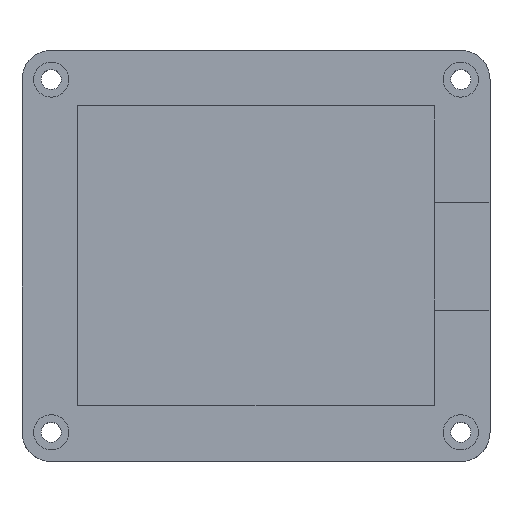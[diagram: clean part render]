
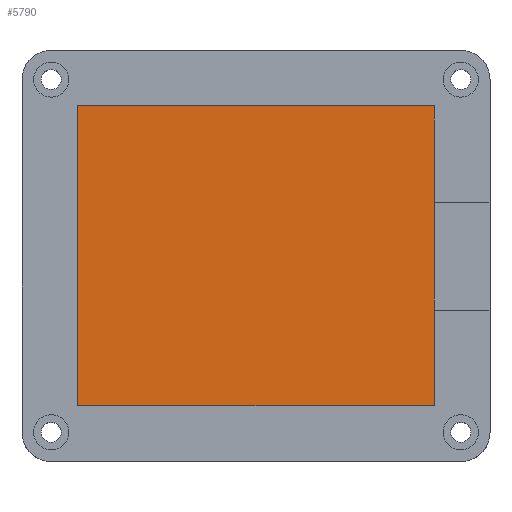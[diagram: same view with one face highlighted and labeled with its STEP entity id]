
A CAD part, top view. The second image highlights one B-rep face of the part: STEP entity #5790.
In plain terms, the highlighted planar face has unit normal (0, 0, 1).
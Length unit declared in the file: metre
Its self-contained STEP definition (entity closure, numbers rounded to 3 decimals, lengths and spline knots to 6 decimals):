
#569=LINE('',#8339,#1059);
#576=LINE('',#8350,#1066);
#578=LINE('',#8354,#1068);
#582=LINE('',#8364,#1072);
#1059=VECTOR('',#6684,1.);
#1066=VECTOR('',#6697,1.);
#1068=VECTOR('',#6701,1.);
#1072=VECTOR('',#6715,1.);
#1465=PLANE('',#6237);
#1911=ORIENTED_EDGE('',*,*,#3662,.F.);
#1912=ORIENTED_EDGE('',*,*,#3655,.T.);
#1913=ORIENTED_EDGE('',*,*,#3668,.T.);
#1914=ORIENTED_EDGE('',*,*,#3664,.F.);
#3655=EDGE_CURVE('',#4546,#4545,#569,.T.);
#3662=EDGE_CURVE('',#4546,#4547,#576,.T.);
#3664=EDGE_CURVE('',#4547,#4548,#578,.T.);
#3668=EDGE_CURVE('',#4545,#4548,#582,.T.);
#4545=VERTEX_POINT('',#8338);
#4546=VERTEX_POINT('',#8340);
#4547=VERTEX_POINT('',#8351);
#4548=VERTEX_POINT('',#8355);
#5017=EDGE_LOOP('',(#1911,#1912,#1913,#1914));
#5393=FACE_BOUND('',#5017,.T.);
#5790=ADVANCED_FACE('',(#5393),#1465,.T.);
#6237=AXIS2_PLACEMENT_3D('',#8366,#6718,#6719);
#6684=DIRECTION('',(0.,1.,0.));
#6697=DIRECTION('',(-1.,0.,0.));
#6701=DIRECTION('',(0.,1.,0.));
#6715=DIRECTION('',(-1.,0.,0.));
#6718=DIRECTION('',(0.,0.,1.));
#6719=DIRECTION('',(1.,0.,0.));
#8338=CARTESIAN_POINT('',(0.0305,0.02565,0.003));
#8339=CARTESIAN_POINT('',(0.0305,0.,0.003));
#8340=CARTESIAN_POINT('',(0.0305,-0.02565,0.003));
#8350=CARTESIAN_POINT('',(0.,-0.02565,0.003));
#8351=CARTESIAN_POINT('',(-0.0305,-0.02565,0.003));
#8354=CARTESIAN_POINT('',(-0.0305,0.,0.003));
#8355=CARTESIAN_POINT('',(-0.0305,0.02565,0.003));
#8364=CARTESIAN_POINT('',(0.,0.02565,0.003));
#8366=CARTESIAN_POINT('',(0.,0.,0.003));
